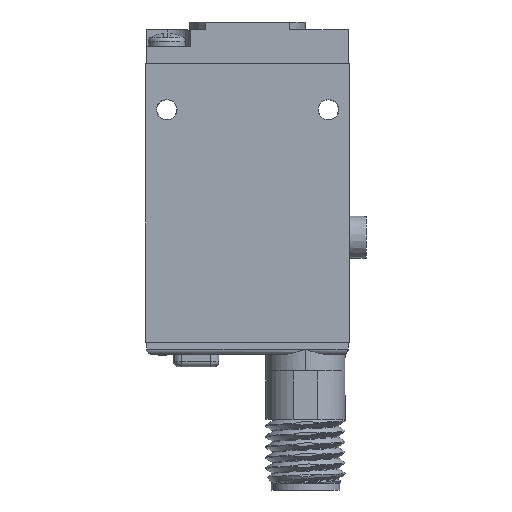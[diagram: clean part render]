
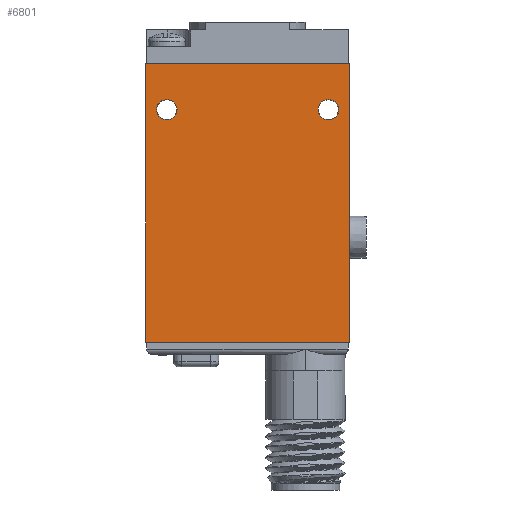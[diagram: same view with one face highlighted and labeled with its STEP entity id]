
A CAD part, left-side view. The second image highlights one B-rep face of the part: STEP entity #6801.
In plain terms, the highlighted planar face has unit normal (-1, 0, 0).
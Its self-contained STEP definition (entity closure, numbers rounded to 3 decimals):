
#1=DIRECTION('',(0.,0.,-1.));
#2=VECTOR('',#1,42.164);
#3=CARTESIAN_POINT('',(-6.02,0.,0.));
#4=LINE('',#3,#2);
#5=DIRECTION('',(0.,1.,0.));
#6=VECTOR('',#5,30.785);
#7=CARTESIAN_POINT('',(-6.02,0.,-42.164));
#8=LINE('',#7,#6);
#9=DIRECTION('',(0.,0.,1.));
#10=VECTOR('',#9,42.164);
#11=CARTESIAN_POINT('',(-6.02,30.785,-42.164));
#12=LINE('',#11,#10);
#13=DIRECTION('',(0.,-1.,0.));
#14=VECTOR('',#13,30.785);
#15=CARTESIAN_POINT('',(-6.02,30.785,0.));
#16=LINE('',#15,#14);
#17=CARTESIAN_POINT('',(-6.02,27.61,-6.985));
#18=DIRECTION('',(1.,0.,0.));
#19=DIRECTION('',(0.,0.,-1.));
#20=AXIS2_PLACEMENT_3D('',#17,#18,#19);
#22=CARTESIAN_POINT('',(-6.02,27.61,-6.985));
#23=DIRECTION('',(1.,0.,0.));
#24=DIRECTION('',(0.,0.,1.));
#25=AXIS2_PLACEMENT_3D('',#22,#23,#24);
#27=CARTESIAN_POINT('',(-6.02,3.175,-6.985));
#28=DIRECTION('',(1.,0.,0.));
#29=DIRECTION('',(0.,0.,-1.));
#30=AXIS2_PLACEMENT_3D('',#27,#28,#29);
#32=CARTESIAN_POINT('',(-6.02,3.175,-6.985));
#33=DIRECTION('',(1.,0.,0.));
#34=DIRECTION('',(0.,0.,1.));
#35=AXIS2_PLACEMENT_3D('',#32,#33,#34);
#5819=CARTESIAN_POINT('',(-6.02,0.,0.));
#5820=CARTESIAN_POINT('',(-6.02,0.,-42.164));
#5821=VERTEX_POINT('',#5819);
#5822=VERTEX_POINT('',#5820);
#5823=CARTESIAN_POINT('',(-6.02,30.785,-42.164));
#5824=VERTEX_POINT('',#5823);
#5825=CARTESIAN_POINT('',(-6.02,30.785,0.));
#5826=VERTEX_POINT('',#5825);
#5835=CARTESIAN_POINT('',(-6.02,27.61,-8.535));
#5836=CARTESIAN_POINT('',(-6.02,27.61,-5.435));
#5837=VERTEX_POINT('',#5835);
#5838=VERTEX_POINT('',#5836);
#5839=CARTESIAN_POINT('',(-6.02,3.175,-8.535));
#5840=CARTESIAN_POINT('',(-6.02,3.175,-5.435));
#5841=VERTEX_POINT('',#5839);
#5842=VERTEX_POINT('',#5840);
#6774=CARTESIAN_POINT('',(-6.02,0.,0.));
#6775=DIRECTION('',(1.,0.,0.));
#6776=DIRECTION('',(0.,0.,-1.));
#6777=AXIS2_PLACEMENT_3D('',#6774,#6775,#6776);
#6778=PLANE('',#6777);
#6780=ORIENTED_EDGE('',*,*,#6779,.T.);
#6782=ORIENTED_EDGE('',*,*,#6781,.T.);
#6784=ORIENTED_EDGE('',*,*,#6783,.T.);
#6786=ORIENTED_EDGE('',*,*,#6785,.T.);
#6787=EDGE_LOOP('',(#6780,#6782,#6784,#6786));
#6788=FACE_OUTER_BOUND('',#6787,.F.);
#6790=ORIENTED_EDGE('',*,*,#6789,.F.);
#6792=ORIENTED_EDGE('',*,*,#6791,.F.);
#6793=EDGE_LOOP('',(#6790,#6792));
#6794=FACE_BOUND('',#6793,.F.);
#6796=ORIENTED_EDGE('',*,*,#6795,.F.);
#6798=ORIENTED_EDGE('',*,*,#6797,.F.);
#6799=EDGE_LOOP('',(#6796,#6798));
#6800=FACE_BOUND('',#6799,.F.);
#6801=ADVANCED_FACE('',(#6788,#6794,#6800),#6778,.F.);
#21=CIRCLE('',#20,1.55);
#26=CIRCLE('',#25,1.55);
#31=CIRCLE('',#30,1.55);
#36=CIRCLE('',#35,1.55);
#6779=EDGE_CURVE('',#5821,#5822,#4,.T.);
#6781=EDGE_CURVE('',#5822,#5824,#8,.T.);
#6783=EDGE_CURVE('',#5824,#5826,#12,.T.);
#6785=EDGE_CURVE('',#5826,#5821,#16,.T.);
#6789=EDGE_CURVE('',#5837,#5838,#21,.T.);
#6791=EDGE_CURVE('',#5838,#5837,#26,.T.);
#6795=EDGE_CURVE('',#5841,#5842,#31,.T.);
#6797=EDGE_CURVE('',#5842,#5841,#36,.T.);
